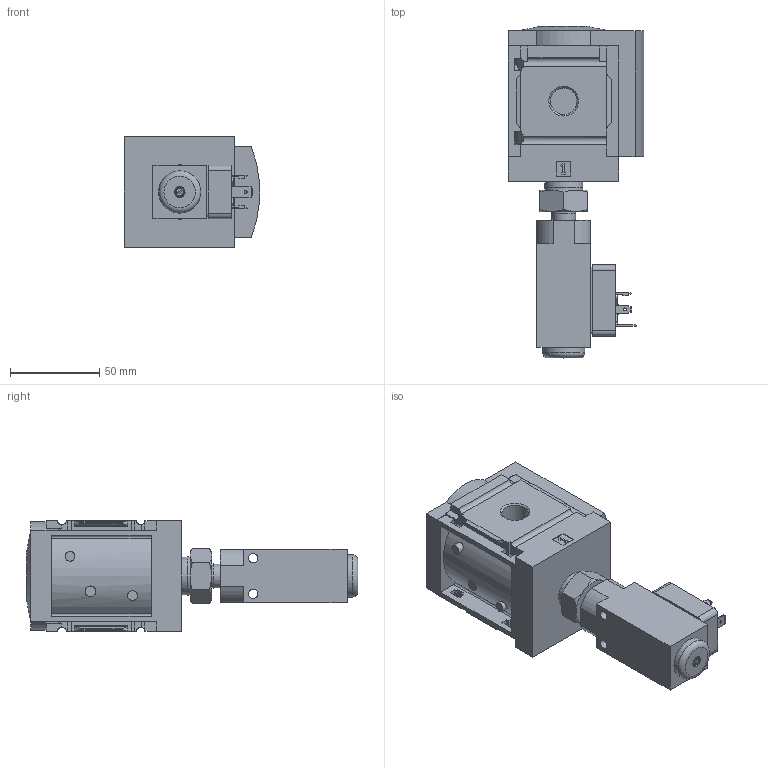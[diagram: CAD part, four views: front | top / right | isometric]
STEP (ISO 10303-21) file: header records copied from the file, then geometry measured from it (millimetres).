
FILE_DESCRIPTION(/* description */ ('STEP AP214'),/* implementation_level */ '2;1');
FILE_NAME(/* name */ '529862_MS6-FRM-3_8-Y',/* time_stamp */ '2024-09-10T16:43:15+02:00',/* author */ ('License CC BY-ND 4.0'),/* organization */ ('CADENAS'),/* preprocessor_version */ 'ST-DEVELOPER v19.3',/* originating_system */ 'PARTsolutions',/* authorisation */ ' ');
FILE_SCHEMA (('AUTOMOTIVE_DESIGN {1 0 10303 214 3 1 1}'));
Length unit declared in the file: millimetre
Products named in the file (4): 529862 MS6-FRM-3/8-Y; 527676 MS6-FRM-3/8-Y0P1; 534153 ESK-1/4-1/2; 175250 PEV-1/4-B-OD
Assembly tree (3 placements, depth 2):
  529862 MS6-FRM-3/8-Y
    527676 MS6-FRM-3/8-Y0P1
    534153 ESK-1/4-1/2
    175250 PEV-1/4-B-OD
Bounding box: 75.8 x 186.2 x 62 mm (x, y, z)
Volume: 415289.8 mm3; surface area: 59497.4 mm2
Topology: 3 solids, 3 shells, 462 faces, 1245 edges, 810 vertices
Faces by surface type: plane 344, cylinder 80, cone 31, torus 5, sphere 2
Full cylindrical faces by diameter (mm): 1.65 x4, 2.459 x1, 5 x1, 5.3 x2, 5.5 x2, 5.6 x1, 6 x4, 11.445 x1, 13.482 x1, 13.86 x1, 14.95 x2, 18.631 x2, 21.352 x1, 26 x1, 29 x1
Entity records: 15797 total; most frequent: CARTESIAN_POINT 2571, ORIENTED_EDGE 2368, DIRECTION 2328, EDGE_CURVE 1184, LINE 908, VECTOR 908, VERTEX_POINT 799, AXIS2_PLACEMENT_3D 710
